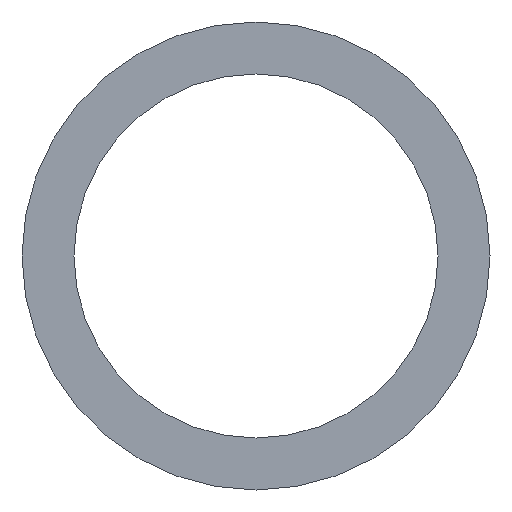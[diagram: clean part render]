
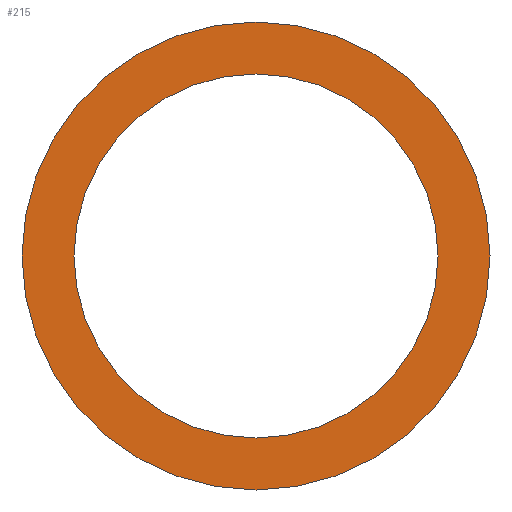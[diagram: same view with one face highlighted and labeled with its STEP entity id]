
A CAD part, front view. The second image highlights one B-rep face of the part: STEP entity #215.
In plain terms, the highlighted planar face has unit normal (0, -1, 0).
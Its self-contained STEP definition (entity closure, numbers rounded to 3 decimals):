
#2 = CARTESIAN_POINT ( 'NONE',  ( 0., 0., 0. ) ) ;
#4 = DIRECTION ( 'NONE',  ( 0., 1., 0. ) ) ;
#13 = VERTEX_POINT ( 'NONE', #202 ) ;
#17 = AXIS2_PLACEMENT_3D ( 'NONE', #225, #207, #160 ) ;
#27 = EDGE_CURVE ( 'NONE', #71, #238, #230, .T. ) ;
#36 = CIRCLE ( 'NONE', #155, 9. ) ;
#39 = DIRECTION ( 'NONE',  ( 0., 0., 1. ) ) ;
#45 = CARTESIAN_POINT ( 'NONE',  ( 0., 0., -9. ) ) ;
#46 = EDGE_CURVE ( 'NONE', #62, #13, #175, .T. ) ;
#55 = ORIENTED_EDGE ( 'NONE', *, *, #87, .T. ) ;
#57 = DIRECTION ( 'NONE',  ( 0., 0., 1. ) ) ;
#58 = EDGE_LOOP ( 'NONE', ( #245, #212 ) ) ;
#59 = CARTESIAN_POINT ( 'NONE',  ( 0., 0., 0. ) ) ;
#62 = VERTEX_POINT ( 'NONE', #157 ) ;
#68 = AXIS2_PLACEMENT_3D ( 'NONE', #249, #136, #57 ) ;
#71 = VERTEX_POINT ( 'NONE', #112 ) ;
#72 = CIRCLE ( 'NONE', #90, 7. ) ;
#85 = FACE_BOUND ( 'NONE', #189, .T. ) ;
#87 = EDGE_CURVE ( 'NONE', #13, #62, #72, .T. ) ;
#90 = AXIS2_PLACEMENT_3D ( 'NONE', #59, #4, #198 ) ;
#91 = ORIENTED_EDGE ( 'NONE', *, *, #46, .T. ) ;
#100 = PLANE ( 'NONE',  #17 ) ;
#112 = CARTESIAN_POINT ( 'NONE',  ( 0., 0., 9. ) ) ;
#120 = CARTESIAN_POINT ( 'NONE',  ( 0., 0., 0. ) ) ;
#136 = DIRECTION ( 'NONE',  ( 0., 1., 0. ) ) ;
#155 = AXIS2_PLACEMENT_3D ( 'NONE', #120, #162, #209 ) ;
#157 = CARTESIAN_POINT ( 'NONE',  ( 0., 0., -7. ) ) ;
#160 = DIRECTION ( 'NONE',  ( 0., 0., 1. ) ) ;
#162 = DIRECTION ( 'NONE',  ( 0., 1., 0. ) ) ;
#175 = CIRCLE ( 'NONE', #68, 7. ) ;
#189 = EDGE_LOOP ( 'NONE', ( #91, #55 ) ) ;
#198 = DIRECTION ( 'NONE',  ( 0., 0., 1. ) ) ;
#202 = CARTESIAN_POINT ( 'NONE',  ( 0., 0., 7. ) ) ;
#207 = DIRECTION ( 'NONE',  ( 0., 1., 0. ) ) ;
#209 = DIRECTION ( 'NONE',  ( 0., 0., 1. ) ) ;
#212 = ORIENTED_EDGE ( 'NONE', *, *, #27, .F. ) ;
#215 = ADVANCED_FACE ( 'NONE', ( #227, #85 ), #100, .F. ) ;
#218 = AXIS2_PLACEMENT_3D ( 'NONE', #2, #221, #39 ) ;
#221 = DIRECTION ( 'NONE',  ( 0., 1., 0. ) ) ;
#225 = CARTESIAN_POINT ( 'NONE',  ( 0., 0., 0. ) ) ;
#227 = FACE_OUTER_BOUND ( 'NONE', #58, .T. ) ;
#230 = CIRCLE ( 'NONE', #218, 9. ) ;
#232 = EDGE_CURVE ( 'NONE', #238, #71, #36, .T. ) ;
#238 = VERTEX_POINT ( 'NONE', #45 ) ;
#245 = ORIENTED_EDGE ( 'NONE', *, *, #232, .F. ) ;
#249 = CARTESIAN_POINT ( 'NONE',  ( 0., 0., 0. ) ) ;
